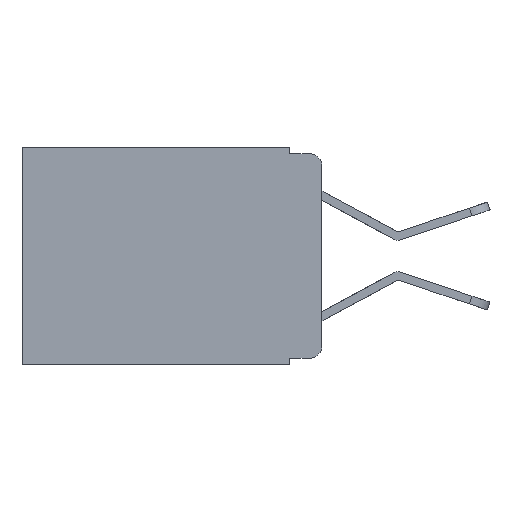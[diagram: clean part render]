
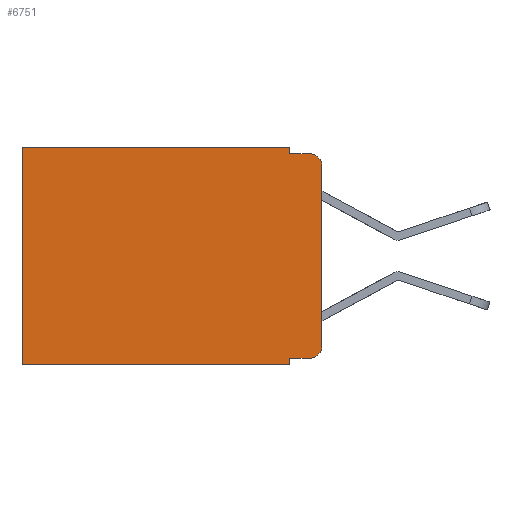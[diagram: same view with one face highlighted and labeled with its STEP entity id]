
A CAD part, left-side view. The second image highlights one B-rep face of the part: STEP entity #6751.
In plain terms, the highlighted planar face has unit normal (-1, 0, 0).
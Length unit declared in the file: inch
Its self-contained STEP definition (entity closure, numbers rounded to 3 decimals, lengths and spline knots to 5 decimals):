
#235 = CIRCLE ( 'NONE', #3019, 0.02 ) ;
#490 = ORIENTED_EDGE ( 'NONE', *, *, #15575, .T. ) ;
#508 = VERTEX_POINT ( 'NONE', #11116 ) ;
#536 = CARTESIAN_POINT ( 'NONE',  ( 0.298, 0.051, 0. ) ) ;
#607 = VERTEX_POINT ( 'NONE', #14400 ) ;
#611 = DIRECTION ( 'NONE',  ( 0., 1., 0. ) ) ;
#858 = VERTEX_POINT ( 'NONE', #13878 ) ;
#1130 = ORIENTED_EDGE ( 'NONE', *, *, #9565, .F. ) ;
#1310 = VERTEX_POINT ( 'NONE', #6471 ) ;
#1366 = CARTESIAN_POINT ( 'NONE',  ( 0.298, 0., 0. ) ) ;
#1441 = CARTESIAN_POINT ( 'NONE',  ( 0.298, 0.051, 0. ) ) ;
#1505 = EDGE_CURVE ( 'NONE', #14744, #508, #14559, .T. ) ;
#2192 = DIRECTION ( 'NONE',  ( 0., 0., -1. ) ) ;
#2417 = VERTEX_POINT ( 'NONE', #6489 ) ;
#3019 = AXIS2_PLACEMENT_3D ( 'NONE', #4089, #14433, #5608 ) ;
#3194 = DIRECTION ( 'NONE',  ( 0., 0., -1. ) ) ;
#3360 = AXIS2_PLACEMENT_3D ( 'NONE', #8346, #18362, #9811 ) ;
#4089 = CARTESIAN_POINT ( 'NONE',  ( 0.298, 0.02, -0.03 ) ) ;
#4191 = DIRECTION ( 'NONE',  ( 0., 0., -1. ) ) ;
#4200 = VECTOR ( 'NONE', #3194, 39.37008 ) ;
#4364 = VECTOR ( 'NONE', #4191, 39.37008 ) ;
#4515 = VECTOR ( 'NONE', #18080, 39.37008 ) ;
#4841 = CARTESIAN_POINT ( 'NONE',  ( 0.298, 0.473, -0.343 ) ) ;
#5608 = DIRECTION ( 'NONE',  ( 0., 0., -1. ) ) ;
#5718 = DIRECTION ( 'NONE',  ( 0., 0., -1. ) ) ;
#6049 = DIRECTION ( 'NONE',  ( 1., 0., 0. ) ) ;
#6137 = ORIENTED_EDGE ( 'NONE', *, *, #14504, .T. ) ;
#6169 = VECTOR ( 'NONE', #2192, 39.37008 ) ;
#6471 = CARTESIAN_POINT ( 'NONE',  ( 0.298, 0., -0.313 ) ) ;
#6489 = CARTESIAN_POINT ( 'NONE',  ( 0.298, 0.051, -0.343 ) ) ;
#6497 = DIRECTION ( 'NONE',  ( 0., -1., 0. ) ) ;
#6751 = ADVANCED_FACE ( 'NONE', ( #7248 ), #14851, .F. ) ;
#7248 = FACE_OUTER_BOUND ( 'NONE', #10712, .T. ) ;
#7287 = EDGE_CURVE ( 'NONE', #9406, #2417, #16069, .T. ) ;
#7731 = CARTESIAN_POINT ( 'NONE',  ( 0.298, 0.051, -0.01 ) ) ;
#7778 = LINE ( 'NONE', #12200, #4200 ) ;
#8256 = CARTESIAN_POINT ( 'NONE',  ( 0.298, 0., -0.03 ) ) ;
#8346 = CARTESIAN_POINT ( 'NONE',  ( 0.298, 0.02, -0.313 ) ) ;
#8780 = VERTEX_POINT ( 'NONE', #7731 ) ;
#9020 = CIRCLE ( 'NONE', #3360, 0.02 ) ;
#9028 = LINE ( 'NONE', #10933, #4515 ) ;
#9176 = EDGE_CURVE ( 'NONE', #858, #1310, #9020, .T. ) ;
#9406 = VERTEX_POINT ( 'NONE', #11751 ) ;
#9565 = EDGE_CURVE ( 'NONE', #18184, #1310, #7778, .T. ) ;
#9811 = DIRECTION ( 'NONE',  ( 0., 0., -1. ) ) ;
#10036 = EDGE_CURVE ( 'NONE', #508, #15531, #18748, .T. ) ;
#10123 = ORIENTED_EDGE ( 'NONE', *, *, #13730, .F. ) ;
#10192 = ORIENTED_EDGE ( 'NONE', *, *, #10805, .F. ) ;
#10274 = LINE ( 'NONE', #17711, #14578 ) ;
#10712 = EDGE_LOOP ( 'NONE', ( #1130, #6137, #19148, #10123, #16751, #14419, #10192, #18994, #490, #14025 ) ) ;
#10713 = VECTOR ( 'NONE', #611, 39.37008 ) ;
#10805 = EDGE_CURVE ( 'NONE', #2417, #15531, #10274, .T. ) ;
#10933 = CARTESIAN_POINT ( 'NONE',  ( 0.298, 0.051, -0.333 ) ) ;
#11116 = CARTESIAN_POINT ( 'NONE',  ( 0.298, 0.473, 0. ) ) ;
#11609 = VECTOR ( 'NONE', #6497, 39.37008 ) ;
#11751 = CARTESIAN_POINT ( 'NONE',  ( 0.298, 0.051, -0.333 ) ) ;
#12145 = EDGE_CURVE ( 'NONE', #8780, #607, #18684, .T. ) ;
#12200 = CARTESIAN_POINT ( 'NONE',  ( 0.298, 0., 0. ) ) ;
#13087 = AXIS2_PLACEMENT_3D ( 'NONE', #1366, #6049, #16254 ) ;
#13579 = LINE ( 'NONE', #536, #6169 ) ;
#13730 = EDGE_CURVE ( 'NONE', #14744, #8780, #13579, .T. ) ;
#13878 = CARTESIAN_POINT ( 'NONE',  ( 0.298, 0.02, -0.333 ) ) ;
#14025 = ORIENTED_EDGE ( 'NONE', *, *, #9176, .T. ) ;
#14400 = CARTESIAN_POINT ( 'NONE',  ( 0.298, 0.02, -0.01 ) ) ;
#14419 = ORIENTED_EDGE ( 'NONE', *, *, #10036, .T. ) ;
#14433 = DIRECTION ( 'NONE',  ( -1., 0., 0. ) ) ;
#14504 = EDGE_CURVE ( 'NONE', #18184, #607, #235, .T. ) ;
#14559 = LINE ( 'NONE', #14869, #10713 ) ;
#14578 = VECTOR ( 'NONE', #19056, 39.37008 ) ;
#14744 = VERTEX_POINT ( 'NONE', #1441 ) ;
#14851 = PLANE ( 'NONE',  #13087 ) ;
#14869 = CARTESIAN_POINT ( 'NONE',  ( 0.298, 0., 0. ) ) ;
#15259 = CARTESIAN_POINT ( 'NONE',  ( 0.298, 0.051, -0.01 ) ) ;
#15531 = VERTEX_POINT ( 'NONE', #4841 ) ;
#15575 = EDGE_CURVE ( 'NONE', #9406, #858, #9028, .T. ) ;
#16000 = CARTESIAN_POINT ( 'NONE',  ( 0.298, 0.051, 0. ) ) ;
#16069 = LINE ( 'NONE', #16000, #4364 ) ;
#16254 = DIRECTION ( 'NONE',  ( 0., 0., -1. ) ) ;
#16751 = ORIENTED_EDGE ( 'NONE', *, *, #1505, .T. ) ;
#17360 = CARTESIAN_POINT ( 'NONE',  ( 0.298, 0.473, 0. ) ) ;
#17711 = CARTESIAN_POINT ( 'NONE',  ( 0.298, 0., -0.343 ) ) ;
#18080 = DIRECTION ( 'NONE',  ( 0., -1., 0. ) ) ;
#18184 = VERTEX_POINT ( 'NONE', #8256 ) ;
#18308 = VECTOR ( 'NONE', #5718, 39.37008 ) ;
#18362 = DIRECTION ( 'NONE',  ( -1., 0., 0. ) ) ;
#18684 = LINE ( 'NONE', #15259, #11609 ) ;
#18748 = LINE ( 'NONE', #17360, #18308 ) ;
#18994 = ORIENTED_EDGE ( 'NONE', *, *, #7287, .F. ) ;
#19056 = DIRECTION ( 'NONE',  ( 0., 1., 0. ) ) ;
#19148 = ORIENTED_EDGE ( 'NONE', *, *, #12145, .F. ) ;
